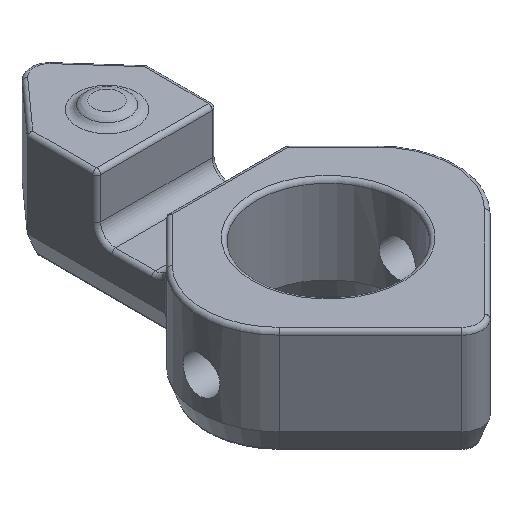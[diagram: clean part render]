
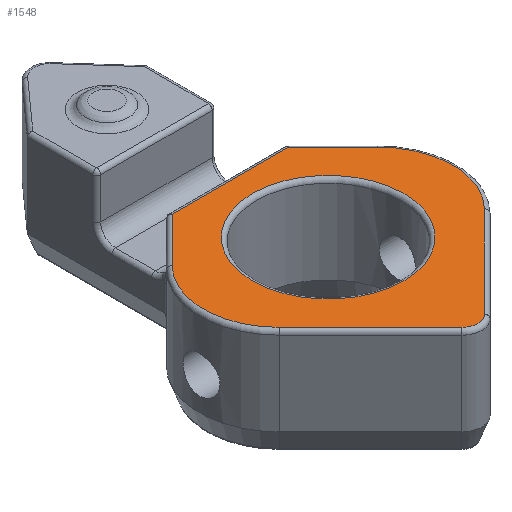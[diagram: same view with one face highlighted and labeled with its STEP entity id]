
A CAD part, isometric view. The second image highlights one B-rep face of the part: STEP entity #1548.
In plain terms, the highlighted planar face has unit normal (0, 0, 1).
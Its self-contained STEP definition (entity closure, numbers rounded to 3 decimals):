
#74=FACE_BOUND('',#275,.T.);
#90=PLANE('',#1715);
#170=FACE_OUTER_BOUND('',#274,.T.);
#274=EDGE_LOOP('',(#1272,#1273,#1274,#1275,#1276,#1277,#1278,#1279));
#275=EDGE_LOOP('',(#1280));
#379=CIRCLE('',#1713,3.8);
#381=CIRCLE('',#1716,3.8);
#382=CIRCLE('',#1717,0.8);
#383=CIRCLE('',#1718,3.8);
#485=LINE('',#3915,#582);
#486=LINE('',#3917,#583);
#487=LINE('',#3921,#584);
#488=LINE('',#3925,#585);
#489=LINE('',#3928,#586);
#582=VECTOR('',#2084,10.);
#583=VECTOR('',#2085,10.);
#584=VECTOR('',#2088,10.);
#585=VECTOR('',#2091,10.);
#586=VECTOR('',#2094,10.);
#752=VERTEX_POINT('',#3909);
#753=VERTEX_POINT('',#3913);
#754=VERTEX_POINT('',#3914);
#755=VERTEX_POINT('',#3916);
#756=VERTEX_POINT('',#3918);
#757=VERTEX_POINT('',#3920);
#758=VERTEX_POINT('',#3922);
#759=VERTEX_POINT('',#3924);
#760=VERTEX_POINT('',#3926);
#938=EDGE_CURVE('',#752,#752,#379,.T.);
#940=EDGE_CURVE('',#753,#754,#485,.T.);
#941=EDGE_CURVE('',#755,#753,#486,.T.);
#942=EDGE_CURVE('',#756,#755,#381,.T.);
#943=EDGE_CURVE('',#757,#756,#487,.T.);
#944=EDGE_CURVE('',#758,#757,#382,.T.);
#945=EDGE_CURVE('',#759,#758,#488,.T.);
#946=EDGE_CURVE('',#760,#759,#383,.T.);
#947=EDGE_CURVE('',#754,#760,#489,.T.);
#1272=ORIENTED_EDGE('',*,*,#940,.F.);
#1273=ORIENTED_EDGE('',*,*,#941,.F.);
#1274=ORIENTED_EDGE('',*,*,#942,.F.);
#1275=ORIENTED_EDGE('',*,*,#943,.F.);
#1276=ORIENTED_EDGE('',*,*,#944,.F.);
#1277=ORIENTED_EDGE('',*,*,#945,.F.);
#1278=ORIENTED_EDGE('',*,*,#946,.F.);
#1279=ORIENTED_EDGE('',*,*,#947,.F.);
#1280=ORIENTED_EDGE('',*,*,#938,.F.);
#1548=ADVANCED_FACE('',(#170,#74),#90,.T.);
#1713=AXIS2_PLACEMENT_3D('',#3910,#2078,#2079);
#1715=AXIS2_PLACEMENT_3D('',#3912,#2082,#2083);
#1716=AXIS2_PLACEMENT_3D('',#3919,#2086,#2087);
#1717=AXIS2_PLACEMENT_3D('',#3923,#2089,#2090);
#1718=AXIS2_PLACEMENT_3D('',#3927,#2092,#2093);
#2078=DIRECTION('center_axis',(0.,0.,1.));
#2079=DIRECTION('ref_axis',(1.,0.,0.));
#2082=DIRECTION('center_axis',(0.,0.,1.));
#2083=DIRECTION('ref_axis',(1.,0.,0.));
#2084=DIRECTION('',(1.,0.,0.));
#2085=DIRECTION('',(0.707,0.707,0.));
#2086=DIRECTION('center_axis',(0.,0.,-1.));
#2087=DIRECTION('ref_axis',(-1.,0.,0.));
#2088=DIRECTION('',(-0.707,0.707,0.));
#2089=DIRECTION('center_axis',(0.,0.,-1.));
#2090=DIRECTION('ref_axis',(0.,-1.,0.));
#2091=DIRECTION('',(-0.707,-0.707,0.));
#2092=DIRECTION('center_axis',(0.,0.,-1.));
#2093=DIRECTION('ref_axis',(1.,0.,0.));
#2094=DIRECTION('',(0.707,-0.707,0.));
#3909=CARTESIAN_POINT('',(3.8,0.,5.5));
#3910=CARTESIAN_POINT('Origin',(0.,0.,5.5));
#3912=CARTESIAN_POINT('Origin',(0.,3.625,5.5));
#3913=CARTESIAN_POINT('',(-2.917,4.92,5.5));
#3914=CARTESIAN_POINT('',(2.917,4.92,5.5));
#3915=CARTESIAN_POINT('',(-1.5,4.92,5.5));
#3916=CARTESIAN_POINT('',(-5.151,2.687,5.5));
#3917=CARTESIAN_POINT('',(-2.482,5.355,5.5));
#3918=CARTESIAN_POINT('',(-5.151,-2.687,5.5));
#3919=CARTESIAN_POINT('Origin',(-2.464,0.,
5.5));
#3920=CARTESIAN_POINT('',(-0.566,-7.272,5.5));
#3921=CARTESIAN_POINT('',(-5.441,-2.397,5.5));
#3922=CARTESIAN_POINT('',(0.566,-7.272,5.5));
#3923=CARTESIAN_POINT('Origin',(0.,-6.706,
5.5));
#3924=CARTESIAN_POINT('',(5.151,-2.687,5.5));
#3925=CARTESIAN_POINT('',(3.148,-4.689,5.5));
#3926=CARTESIAN_POINT('',(5.151,2.687,5.5));
#3927=CARTESIAN_POINT('Origin',(2.464,0.,5.5));
#3928=CARTESIAN_POINT('',(3.628,4.209,5.5));
